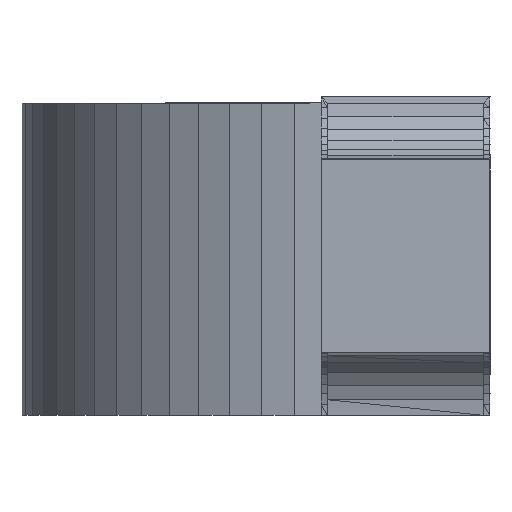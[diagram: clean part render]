
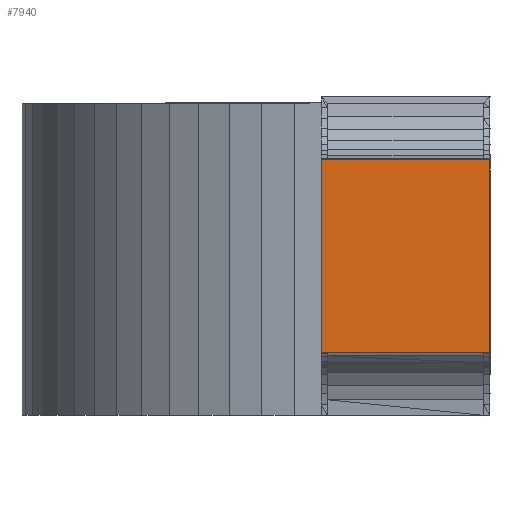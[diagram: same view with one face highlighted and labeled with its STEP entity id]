
A CAD part, left-side view. The second image highlights one B-rep face of the part: STEP entity #7940.
In plain terms, the highlighted planar face has unit normal (-1, 0, 0).
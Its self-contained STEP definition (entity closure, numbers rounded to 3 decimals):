
#94=FACE_OUTER_BOUND('',#616,.T.);
#616=EDGE_LOOP('',(#5247,#5248,#5249,#5250));
#1237=LINE('',#11399,#2381);
#1254=LINE('',#11433,#2398);
#1255=LINE('',#11435,#2399);
#1256=LINE('',#11436,#2400);
#2381=VECTOR('',#9117,1.);
#2398=VECTOR('',#9140,1.);
#2399=VECTOR('',#9141,1.);
#2400=VECTOR('',#9142,1.);
#3520=VERTEX_POINT('',#11396);
#3521=VERTEX_POINT('',#11398);
#3535=VERTEX_POINT('',#11432);
#3536=VERTEX_POINT('',#11434);
#4080=EDGE_CURVE('',#3520,#3521,#1237,.T.);
#4097=EDGE_CURVE('',#3520,#3535,#1254,.T.);
#4098=EDGE_CURVE('',#3536,#3535,#1255,.T.);
#4099=EDGE_CURVE('',#3521,#3536,#1256,.T.);
#5247=ORIENTED_EDGE('',*,*,#4080,.F.);
#5248=ORIENTED_EDGE('',*,*,#4097,.T.);
#5249=ORIENTED_EDGE('',*,*,#4098,.F.);
#5250=ORIENTED_EDGE('',*,*,#4099,.F.);
#7418=PLANE('',#8477);
#7940=ADVANCED_FACE('',(#94),#7418,.T.);
#8477=AXIS2_PLACEMENT_3D('',#11431,#9138,#9139);
#9117=DIRECTION('',(0.,0.,1.));
#9138=DIRECTION('center_axis',(-1.,0.,0.));
#9139=DIRECTION('ref_axis',(0.,0.,1.));
#9140=DIRECTION('',(0.,-1.,0.));
#9141=DIRECTION('',(0.,0.,-1.));
#9142=DIRECTION('',(0.,-1.,0.001));
#11396=CARTESIAN_POINT('',(-1.619,0.275,-0.82));
#11398=CARTESIAN_POINT('',(-1.619,0.275,-0.2));
#11399=CARTESIAN_POINT('',(-1.619,0.275,-0.82));
#11431=CARTESIAN_POINT('Origin',(-1.619,-0.265,-0.199));
#11432=CARTESIAN_POINT('',(-1.619,-0.265,-0.82));
#11433=CARTESIAN_POINT('',(-1.619,0.275,-0.82));
#11434=CARTESIAN_POINT('',(-1.619,-0.265,-0.199));
#11435=CARTESIAN_POINT('',(-1.619,-0.265,-0.199));
#11436=CARTESIAN_POINT('',(-1.619,0.275,-0.2));
